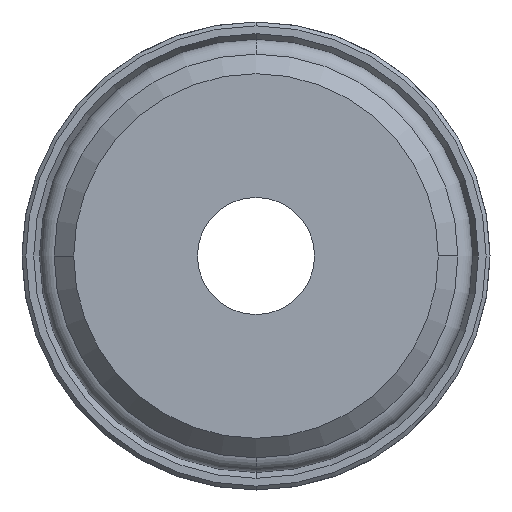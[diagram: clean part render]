
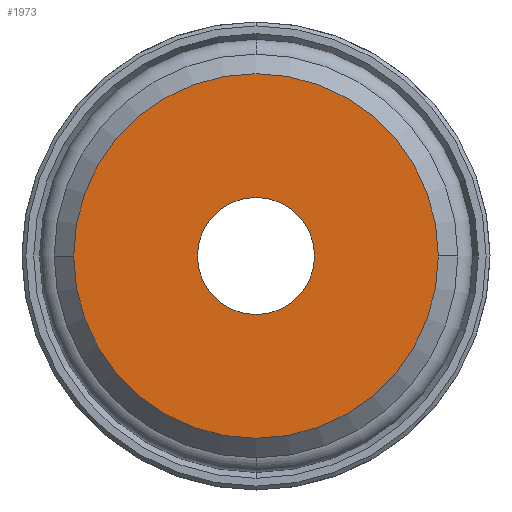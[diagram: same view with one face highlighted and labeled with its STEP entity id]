
A CAD part, front view. The second image highlights one B-rep face of the part: STEP entity #1973.
In plain terms, the highlighted planar face has unit normal (0, -1, 0).
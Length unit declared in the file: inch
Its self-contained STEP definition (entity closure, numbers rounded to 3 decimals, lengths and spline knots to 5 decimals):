
#203 = VERTEX_POINT ( 'NONE', #241 ) ;
#235 = EDGE_CURVE ( 'NONE', #203, #884, #1448, .T. ) ;
#241 = CARTESIAN_POINT ( 'NONE',  ( 0., 0., 0.11811 ) ) ;
#288 = FACE_OUTER_BOUND ( 'NONE', #1788, .T. ) ;
#290 = CIRCLE ( 'NONE', #1838, 0.11811 ) ;
#349 = VERTEX_POINT ( 'NONE', #1601 ) ;
#394 = ORIENTED_EDGE ( 'NONE', *, *, #235, .T. ) ;
#405 = CARTESIAN_POINT ( 'NONE',  ( 0., 0., 0. ) ) ;
#435 = AXIS2_PLACEMENT_3D ( 'NONE', #770, #1447, #927 ) ;
#447 = DIRECTION ( 'NONE',  ( -1., 0., 0. ) ) ;
#504 = VERTEX_POINT ( 'NONE', #2063 ) ;
#681 = FACE_BOUND ( 'NONE', #1927, .T. ) ;
#770 = CARTESIAN_POINT ( 'NONE',  ( 0., 0., 0. ) ) ;
#793 = PLANE ( 'NONE',  #868 ) ;
#801 = CARTESIAN_POINT ( 'NONE',  ( 0., 0., 0. ) ) ;
#807 = ORIENTED_EDGE ( 'NONE', *, *, #2084, .T. ) ;
#868 = AXIS2_PLACEMENT_3D ( 'NONE', #1256, #1950, #1935 ) ;
#884 = VERTEX_POINT ( 'NONE', #1426 ) ;
#927 = DIRECTION ( 'NONE',  ( 0., 0., 1. ) ) ;
#958 = EDGE_CURVE ( 'NONE', #349, #504, #975, .T. ) ;
#975 = CIRCLE ( 'NONE', #2023, 0.36811 ) ;
#984 = DIRECTION ( 'NONE',  ( 0., -1., 0. ) ) ;
#1009 = ORIENTED_EDGE ( 'NONE', *, *, #958, .T. ) ;
#1145 = CIRCLE ( 'NONE', #2057, 0.36811 ) ;
#1191 = DIRECTION ( 'NONE',  ( 0., 1., 0. ) ) ;
#1197 = DIRECTION ( 'NONE',  ( 0., 0., 1. ) ) ;
#1256 = CARTESIAN_POINT ( 'NONE',  ( -0.24311, 0., 0. ) ) ;
#1290 = DIRECTION ( 'NONE',  ( -1., 0., 0. ) ) ;
#1334 = ORIENTED_EDGE ( 'NONE', *, *, #1594, .T. ) ;
#1426 = CARTESIAN_POINT ( 'NONE',  ( 0., 0., -0.11811 ) ) ;
#1447 = DIRECTION ( 'NONE',  ( 0., 1., 0. ) ) ;
#1448 = CIRCLE ( 'NONE', #435, 0.11811 ) ;
#1594 = EDGE_CURVE ( 'NONE', #884, #203, #290, .T. ) ;
#1601 = CARTESIAN_POINT ( 'NONE',  ( 0.36811, 0., 0. ) ) ;
#1788 = EDGE_LOOP ( 'NONE', ( #807, #1009 ) ) ;
#1838 = AXIS2_PLACEMENT_3D ( 'NONE', #2034, #1191, #1197 ) ;
#1927 = EDGE_LOOP ( 'NONE', ( #394, #1334 ) ) ;
#1935 = DIRECTION ( 'NONE',  ( 0., 0., -1. ) ) ;
#1950 = DIRECTION ( 'NONE',  ( 0., -1., 0. ) ) ;
#1973 = ADVANCED_FACE ( 'NONE', ( #288, #681 ), #793, .T. ) ;
#2023 = AXIS2_PLACEMENT_3D ( 'NONE', #405, #2087, #447 ) ;
#2034 = CARTESIAN_POINT ( 'NONE',  ( 0., 0., 0. ) ) ;
#2057 = AXIS2_PLACEMENT_3D ( 'NONE', #801, #984, #1290 ) ;
#2063 = CARTESIAN_POINT ( 'NONE',  ( -0.36811, 0., 0. ) ) ;
#2084 = EDGE_CURVE ( 'NONE', #504, #349, #1145, .T. ) ;
#2087 = DIRECTION ( 'NONE',  ( 0., -1., 0. ) ) ;
